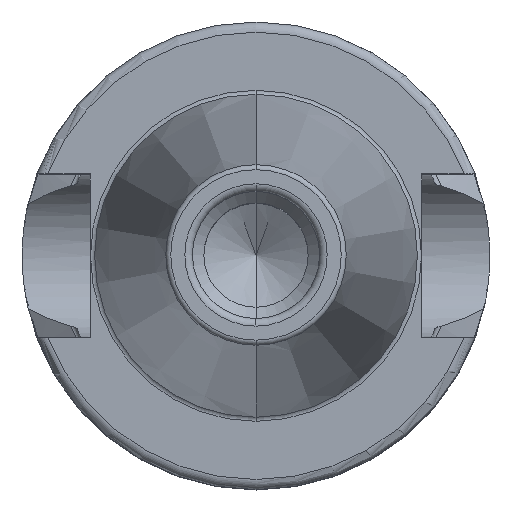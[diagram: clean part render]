
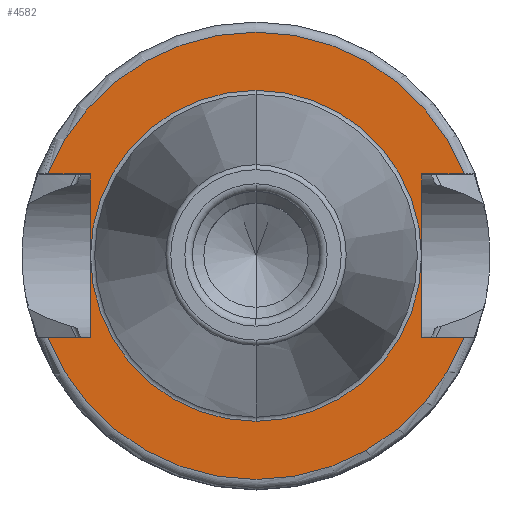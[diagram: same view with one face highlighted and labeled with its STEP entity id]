
A CAD part, top view. The second image highlights one B-rep face of the part: STEP entity #4582.
In plain terms, the highlighted planar face has unit normal (0, 0, 1).
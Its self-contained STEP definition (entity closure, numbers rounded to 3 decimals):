
#273=CARTESIAN_POINT('',(0,0,20));
#274=DIRECTION('',(0,0,-1));
#275=DIRECTION('',(0,1,0));
#276=AXIS2_PLACEMENT_3D('',#273,#274,#275);
#288=CARTESIAN_POINT('',(0,0,20));
#289=DIRECTION('',(0,0,1));
#290=DIRECTION('',(0,1,0));
#291=AXIS2_PLACEMENT_3D('',#288,#289,#290);
#293=DIRECTION('',(1,0,0));
#294=VECTOR('',#293,4.174);
#295=CARTESIAN_POINT('',(-20.474,-8.05,20));
#296=LINE('',#295,#294);
#297=DIRECTION('',(0,1,0));
#298=VECTOR('',#297,16.1);
#299=CARTESIAN_POINT('',(-16.3,-8.05,20));
#300=LINE('',#299,#298);
#301=DIRECTION('',(1,0,0));
#302=VECTOR('',#301,4.174);
#303=CARTESIAN_POINT('',(-20.474,8.05,20));
#304=LINE('',#303,#302);
#305=DIRECTION('',(-1,0,0));
#306=VECTOR('',#305,4.174);
#307=CARTESIAN_POINT('',(20.474,8.05,20));
#308=LINE('',#307,#306);
#309=DIRECTION('',(0,-1,0));
#310=VECTOR('',#309,16.1);
#311=CARTESIAN_POINT('',(16.3,8.05,20));
#312=LINE('',#311,#310);
#313=DIRECTION('',(-1,0,0));
#314=VECTOR('',#313,4.174);
#315=CARTESIAN_POINT('',(20.474,-8.05,20));
#316=LINE('',#315,#314);
#612=CARTESIAN_POINT('',(0,0,20));
#613=DIRECTION('',(0,0,1));
#614=DIRECTION('',(-0.931,-0.366,0));
#615=AXIS2_PLACEMENT_3D('',#612,#613,#614);
#629=CARTESIAN_POINT('',(0,0,20));
#630=DIRECTION('',(0,0,1));
#631=DIRECTION('',(0.931,0.366,0));
#632=AXIS2_PLACEMENT_3D('',#629,#630,#631);
#3625=CARTESIAN_POINT('',(-20.474,-8.05,20));
#3626=CARTESIAN_POINT('',(-16.3,-8.05,20));
#3627=VERTEX_POINT('',#3625);
#3628=VERTEX_POINT('',#3626);
#3629=CARTESIAN_POINT('',(-16.3,8.05,20));
#3630=VERTEX_POINT('',#3629);
#3631=CARTESIAN_POINT('',(-20.474,8.05,20));
#3632=VERTEX_POINT('',#3631);
#3633=CARTESIAN_POINT('',(16.3,8.05,20));
#3634=CARTESIAN_POINT('',(16.3,-8.05,20));
#3635=VERTEX_POINT('',#3633);
#3636=VERTEX_POINT('',#3634);
#3637=CARTESIAN_POINT('',(20.474,-8.05,20));
#3638=VERTEX_POINT('',#3637);
#3639=CARTESIAN_POINT('',(20.474,8.05,20));
#3640=VERTEX_POINT('',#3639);
#3683=CARTESIAN_POINT('',(0,16.275,20));
#3685=VERTEX_POINT('',#3683);
#3689=CARTESIAN_POINT('',(0,-16.275,20));
#3691=VERTEX_POINT('',#3689);
#4555=CARTESIAN_POINT('',(0,0,20));
#4556=DIRECTION('',(0,0,-1));
#4557=DIRECTION('',(0,-1,0));
#4558=AXIS2_PLACEMENT_3D('',#4555,#4556,#4557);
#4559=PLANE('',#4558);
#4561=ORIENTED_EDGE('',*,*,#4560,.T.);
#4563=ORIENTED_EDGE('',*,*,#4562,.T.);
#4565=ORIENTED_EDGE('',*,*,#4564,.F.);
#4567=ORIENTED_EDGE('',*,*,#4566,.F.);
#4569=ORIENTED_EDGE('',*,*,#4568,.T.);
#4571=ORIENTED_EDGE('',*,*,#4570,.T.);
#4573=ORIENTED_EDGE('',*,*,#4572,.F.);
#4575=ORIENTED_EDGE('',*,*,#4574,.F.);
#4576=EDGE_LOOP('',(#4561,#4563,#4565,#4567,#4569,#4571,#4573,#4575));
#4577=FACE_OUTER_BOUND('',#4576,.F.);
#4578=ORIENTED_EDGE('',*,*,#4550,.T.);
#4579=ORIENTED_EDGE('',*,*,#4534,.F.);
#4580=EDGE_LOOP('',(#4578,#4579));
#4581=FACE_BOUND('',#4580,.F.);
#4582=ADVANCED_FACE('',(#4577,#4581),#4559,.F.);
#277=CIRCLE('',#276,16.275);
#292=CIRCLE('',#291,16.275);
#616=CIRCLE('',#615,22);
#633=CIRCLE('',#632,22);
#4534=EDGE_CURVE('',#3685,#3691,#277,.T.);
#4550=EDGE_CURVE('',#3685,#3691,#292,.T.);
#4560=EDGE_CURVE('',#3627,#3628,#296,.T.);
#4562=EDGE_CURVE('',#3628,#3630,#300,.T.);
#4564=EDGE_CURVE('',#3632,#3630,#304,.T.);
#4566=EDGE_CURVE('',#3640,#3632,#633,.T.);
#4568=EDGE_CURVE('',#3640,#3635,#308,.T.);
#4570=EDGE_CURVE('',#3635,#3636,#312,.T.);
#4572=EDGE_CURVE('',#3638,#3636,#316,.T.);
#4574=EDGE_CURVE('',#3627,#3638,#616,.T.);
